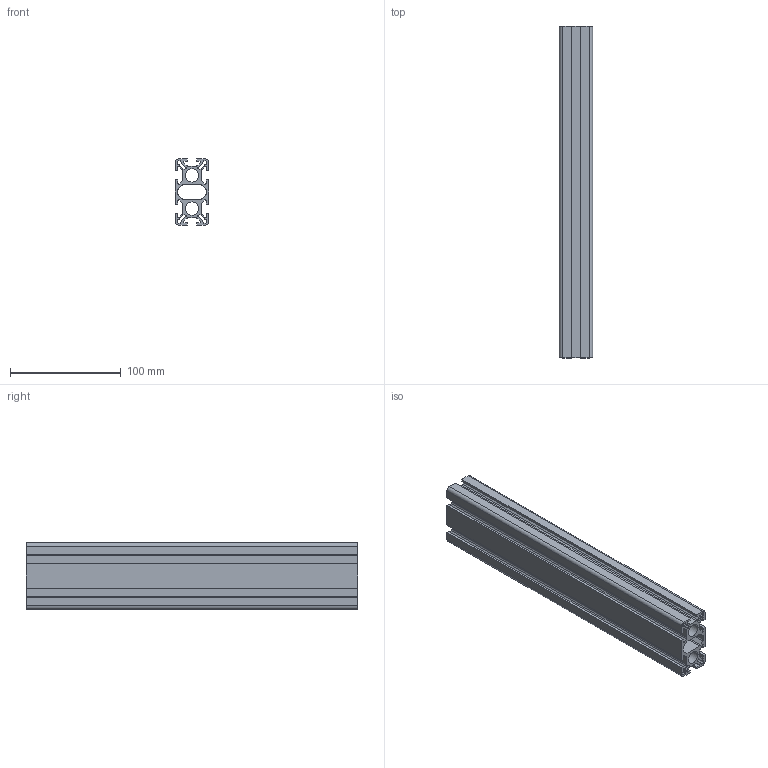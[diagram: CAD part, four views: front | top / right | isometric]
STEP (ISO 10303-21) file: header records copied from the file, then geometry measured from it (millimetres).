
FILE_DESCRIPTION (( 'STEP AP214' ), '1' );
FILE_NAME ('1728065441782.step', '2024-10-04T18:10:44', ( 'Windows User' ), ( '' ), 'SwSTEP 2.0', 'SolidWorks 2011', '' );
FILE_SCHEMA (( 'AUTOMOTIVE_DESIGN' ));
Length unit declared in the file: millimetre
Products named in the file (2): 1728065441782; 1.11.030060.64Sx300.00(1)
Assembly tree (1 placements, depth 2):
  1728065441782
    1.11.030060.64Sx300.00(1)
Bounding box: 30 x 300 x 60 mm (x, y, z)
Volume: 212415.5 mm3; surface area: 168963.1 mm2
Topology: 1 solids, 1 shells, 166 faces, 492 edges, 328 vertices
Faces by surface type: plane 86, cylinder 80
Entity records: 5690 total; most frequent: DIRECTION 992, CARTESIAN_POINT 990, ORIENTED_EDGE 984, EDGE_CURVE 492, LINE 332, VECTOR 332, AXIS2_PLACEMENT_3D 330, VERTEX_POINT 328
